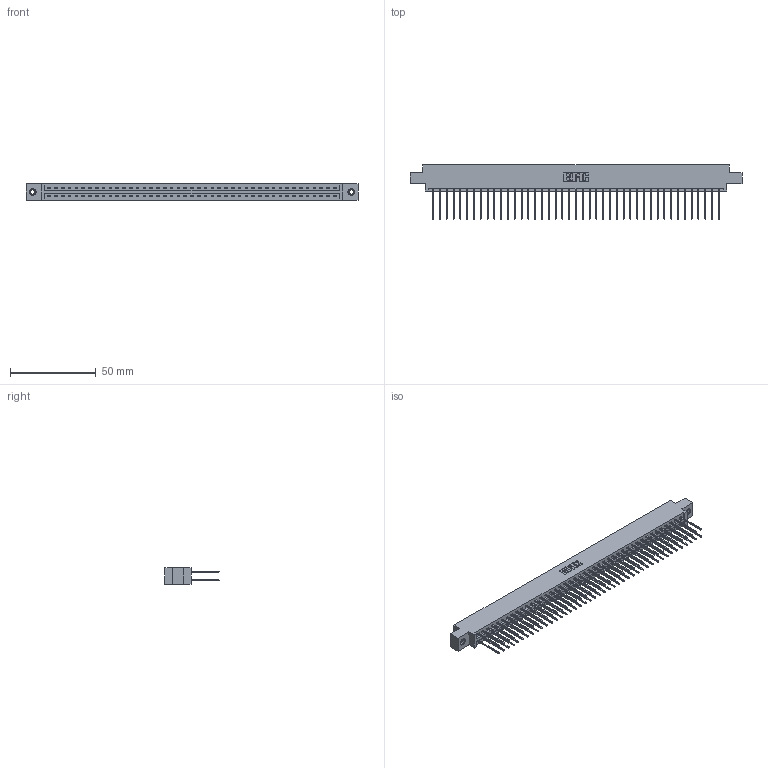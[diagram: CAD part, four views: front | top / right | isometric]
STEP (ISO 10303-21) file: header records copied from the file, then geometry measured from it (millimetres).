
FILE_DESCRIPTION (( 'STEP AP203' ), '1' );
FILE_NAME ('337-086-542-807.STEP', '2018-08-13T01:34:11', ( '' ), ( '' ), 'SwSTEP 2.0', 'SolidWorks 2016', '' );
FILE_SCHEMA (( 'CONFIG_CONTROL_DESIGN' ));
Length unit declared in the file: inch
Products named in the file (4): 345-292-001_345-293-142; 345-250-001_345-250-005-103; 337-086-542-807; 337 Part_0.170 Offset - 0.156 Dia-TI
Assembly tree (89 placements, depth 2):
  337-086-542-807
    337 Part_0.170 Offset - 0.156 Dia-TI
    345-292-001_345-293-142  x86
    345-250-001_345-250-005-103  x2
Bounding box: 193.4 x 31.63 x 9.4 mm (x, y, z)
Volume: 20664.7 mm3; surface area: 25513.6 mm2
Topology: 89 solids, 89 shells, 4822 faces, 14305 edges, 9414 vertices
Faces by surface type: plane 3374, cylinder 1432, cone 12, torus 4
Entity records: 34546 total; most frequent: CARTESIAN_POINT 5801, ORIENTED_EDGE 5730, DIRECTION 4963, EDGE_CURVE 2865, VECTOR 2717, LINE 2717, VERTEX_POINT 1904, AXIS2_PLACEMENT_3D 1123
